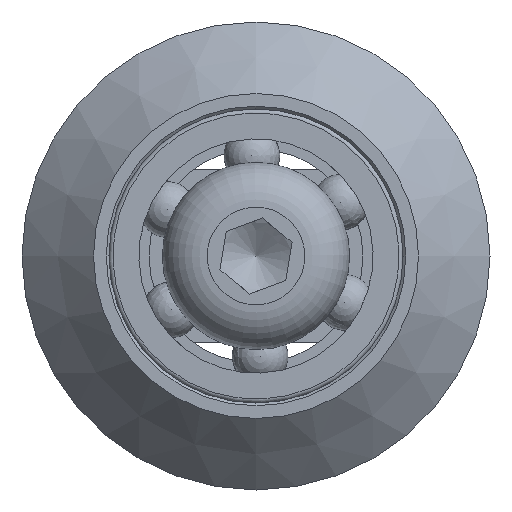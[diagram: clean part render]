
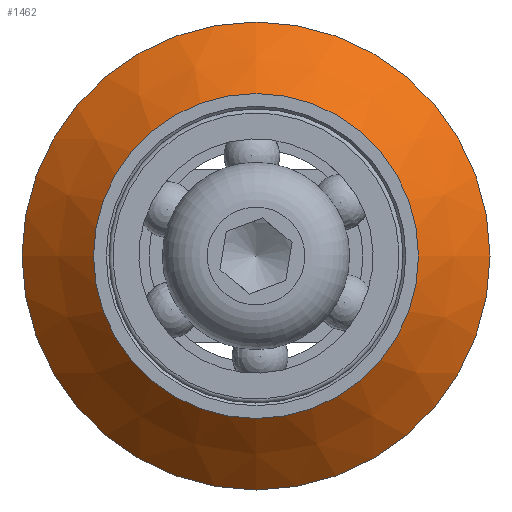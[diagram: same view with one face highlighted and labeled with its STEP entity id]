
A CAD part, front view. The second image highlights one B-rep face of the part: STEP entity #1462.
In plain terms, the highlighted conical face has half-angle 45 degrees and reference radius 14.825 mm.
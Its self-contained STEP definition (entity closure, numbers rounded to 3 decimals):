
#74=CONICAL_SURFACE('',#1580,14.825,0.785);
#164=FACE_OUTER_BOUND('',#244,.T.);
#244=EDGE_LOOP('',(#1076,#1077,#1078,#1079,#1080,#1081));
#354=LINE('',#2341,#417);
#417=VECTOR('',#1869,14.825);
#452=CIRCLE('',#1564,12.15);
#453=CIRCLE('',#1565,12.15);
#463=CIRCLE('',#1581,17.5);
#464=CIRCLE('',#1582,17.5);
#602=VERTEX_POINT('',#2306);
#603=VERTEX_POINT('',#2307);
#613=VERTEX_POINT('',#2337);
#614=VERTEX_POINT('',#2338);
#783=EDGE_CURVE('',#602,#603,#452,.T.);
#784=EDGE_CURVE('',#603,#602,#453,.T.);
#797=EDGE_CURVE('',#613,#614,#463,.T.);
#798=EDGE_CURVE('',#614,#613,#464,.T.);
#799=EDGE_CURVE('',#614,#603,#354,.T.);
#1076=ORIENTED_EDGE('',*,*,#797,.F.);
#1077=ORIENTED_EDGE('',*,*,#798,.F.);
#1078=ORIENTED_EDGE('',*,*,#799,.T.);
#1079=ORIENTED_EDGE('',*,*,#784,.T.);
#1080=ORIENTED_EDGE('',*,*,#783,.T.);
#1081=ORIENTED_EDGE('',*,*,#799,.F.);
#1462=ADVANCED_FACE('',(#164),#74,.T.);
#1564=AXIS2_PLACEMENT_3D('',#2308,#1828,#1829);
#1565=AXIS2_PLACEMENT_3D('',#2309,#1830,#1831);
#1580=AXIS2_PLACEMENT_3D('',#2336,#1863,#1864);
#1581=AXIS2_PLACEMENT_3D('',#2339,#1865,#1866);
#1582=AXIS2_PLACEMENT_3D('',#2340,#1867,#1868);
#1828=DIRECTION('center_axis',(0.,1.,0.));
#1829=DIRECTION('ref_axis',(-1.,0.,0.));
#1830=DIRECTION('center_axis',(0.,1.,0.));
#1831=DIRECTION('ref_axis',(-1.,0.,0.));
#1863=DIRECTION('center_axis',(0.,1.,0.));
#1864=DIRECTION('ref_axis',(-1.,0.,0.));
#1865=DIRECTION('center_axis',(0.,1.,0.));
#1866=DIRECTION('ref_axis',(-1.,0.,0.));
#1867=DIRECTION('center_axis',(0.,1.,0.));
#1868=DIRECTION('ref_axis',(-1.,0.,0.));
#1869=DIRECTION('',(-0.707,-0.707,0.));
#2306=CARTESIAN_POINT('',(-12.15,-16.,0.));
#2307=CARTESIAN_POINT('',(12.15,-16.,0.));
#2308=CARTESIAN_POINT('Origin',(0.,-16.,0.));
#2309=CARTESIAN_POINT('Origin',(0.,-16.,0.));
#2336=CARTESIAN_POINT('Origin',(0.,-13.325,0.));
#2337=CARTESIAN_POINT('',(-17.5,-10.65,0.));
#2338=CARTESIAN_POINT('',(17.5,-10.65,0.));
#2339=CARTESIAN_POINT('Origin',(0.,-10.65,0.));
#2340=CARTESIAN_POINT('Origin',(0.,-10.65,0.));
#2341=CARTESIAN_POINT('',(14.825,-13.325,0.));
